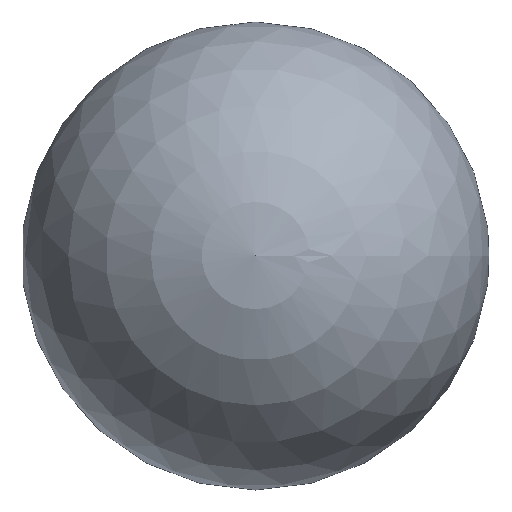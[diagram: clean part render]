
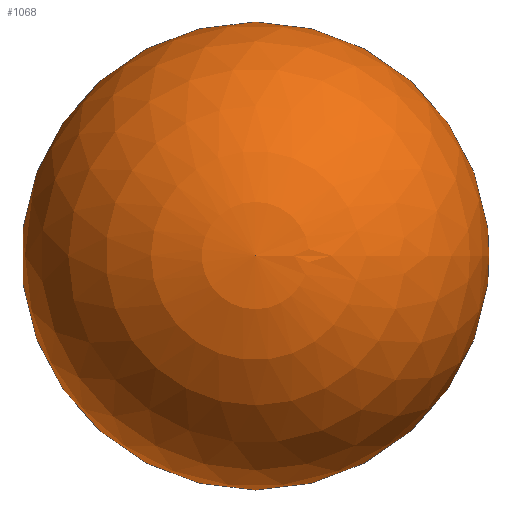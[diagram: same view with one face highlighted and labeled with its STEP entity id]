
A CAD part, top view. The second image highlights one B-rep face of the part: STEP entity #1068.
In plain terms, the highlighted spherical face has radius 6.5 mm.
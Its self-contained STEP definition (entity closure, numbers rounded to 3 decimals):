
#1046 = EDGE_CURVE('',#1047,#1047,#1049,.T.);
#1047 = VERTEX_POINT('',#1048);
#1048 = CARTESIAN_POINT('',(4.789,0.,
    9.106));
#1049 = CIRCLE('',#1050,4.789);
#1050 = AXIS2_PLACEMENT_3D('',#1051,#1052,#1053);
#1051 = CARTESIAN_POINT('',(0.,0.,9.106));
#1052 = DIRECTION('',(0.,0.,-1.));
#1053 = DIRECTION('',(1.,0.,0.));
#1068 = ADVANCED_FACE('',(#1069),#1082,.T.);
#1069 = FACE_BOUND('',#1070,.F.);
#1070 = EDGE_LOOP('',(#1071,#1072,#1081));
#1071 = ORIENTED_EDGE('',*,*,#1046,.T.);
#1072 = ORIENTED_EDGE('',*,*,#1073,.T.);
#1073 = EDGE_CURVE('',#1047,#1074,#1076,.T.);
#1074 = VERTEX_POINT('',#1075);
#1075 = CARTESIAN_POINT('',(0.,0.,20.));
#1076 = CIRCLE('',#1077,6.5);
#1077 = AXIS2_PLACEMENT_3D('',#1078,#1079,#1080);
#1078 = CARTESIAN_POINT('',(0.,0.,13.5)
  );
#1079 = DIRECTION('',(0.,-1.,0.));
#1080 = DIRECTION('',(1.,0.,0.));
#1081 = ORIENTED_EDGE('',*,*,#1073,.F.);
#1082 = SPHERICAL_SURFACE('',#1083,6.5);
#1083 = AXIS2_PLACEMENT_3D('',#1084,#1085,#1086);
#1084 = CARTESIAN_POINT('',(0.,0.,13.5)
  );
#1085 = DIRECTION('',(0.,0.,1.));
#1086 = DIRECTION('',(1.,0.,0.));
